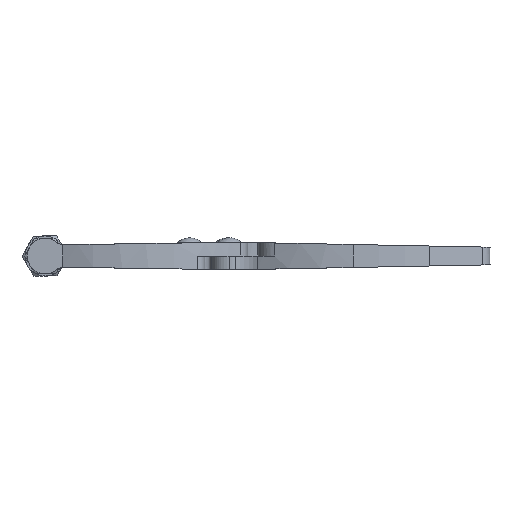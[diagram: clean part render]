
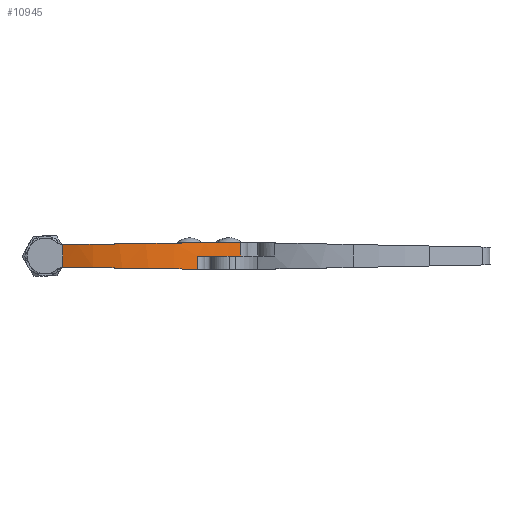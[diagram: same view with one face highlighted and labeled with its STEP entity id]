
A CAD part, left-side view. The second image highlights one B-rep face of the part: STEP entity #10945.
In plain terms, the highlighted cylindrical face has radius 65 mm (diameter 130 mm), a partial arc.
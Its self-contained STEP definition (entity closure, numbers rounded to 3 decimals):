
#279 = CARTESIAN_POINT ( 'NONE',  ( 33.195, 20.268, 0. ) ) ;
#414 = CARTESIAN_POINT ( 'NONE',  ( -26.875, 45.1, -4. ) ) ;
#629 = VERTEX_POINT ( 'NONE', #4926 ) ;
#648 = CARTESIAN_POINT ( 'NONE',  ( -33.538, 10.884, 4.508 ) ) ;
#692 = VERTEX_POINT ( 'NONE', #4810 ) ;
#705 = DIRECTION ( 'NONE',  ( 1., 0., 0. ) ) ;
#1003 = EDGE_CURVE ( 'NONE', #6294, #692, #3756, .T. ) ;
#1170 = DIRECTION ( 'NONE',  ( -1., 0., 0. ) ) ;
#1583 = DIRECTION ( 'NONE',  ( 0., 0., 1. ) ) ;
#1668 = CARTESIAN_POINT ( 'NONE',  ( -33.286, 29.591, -4.23 ) ) ;
#2168 = ORIENTED_EDGE ( 'NONE', *, *, #7311, .T. ) ;
#2240 = VECTOR ( 'NONE', #8699, 1000. ) ;
#2316 = CARTESIAN_POINT ( 'NONE',  ( 33.195, 20.268, -4.75 ) ) ;
#2513 = LINE ( 'NONE', #8654, #2240 ) ;
#2646 = ORIENTED_EDGE ( 'NONE', *, *, #6218, .F. ) ;
#2833 = VERTEX_POINT ( 'NONE', #4726 ) ;
#3098 = VERTEX_POINT ( 'NONE', #8177 ) ;
#3202 = EDGE_LOOP ( 'NONE', ( #2646, #5704, #6511, #3409, #6690, #2168, #9875 ) ) ;
#3255 = EDGE_CURVE ( 'NONE', #7210, #629, #8119, .T. ) ;
#3361 = CARTESIAN_POINT ( 'NONE',  ( -27.547, -2.872, -4.712 ) ) ;
#3409 = ORIENTED_EDGE ( 'NONE', *, *, #7159, .T. ) ;
#3612 = CARTESIAN_POINT ( 'NONE',  ( 33.195, 20.268, 4.75 ) ) ;
#3738 = CARTESIAN_POINT ( 'NONE',  ( -19.244, -18.141, 0. ) ) ;
#3756 =( BOUNDED_CURVE ( )  B_SPLINE_CURVE ( 3, ( #5863, #1668, #8436, #3361 ),
 .UNSPECIFIED., .F., .F. ) 
 B_SPLINE_CURVE_WITH_KNOTS ( ( 4, 4 ),
 ( 1.179, 1.935 ),
 .UNSPECIFIED. ) 
 CURVE ( )  GEOMETRIC_REPRESENTATION_ITEM ( )  RATIONAL_B_SPLINE_CURVE ( ( 1., 0.953, 0.953, 1. ) ) 
 REPRESENTATION_ITEM ( '' )  );
#3947 = CARTESIAN_POINT ( 'NONE',  ( -26.875, 45.1, -4. ) ) ;
#4164 = DIRECTION ( 'NONE',  ( 0., 0., 1. ) ) ;
#4453 = DIRECTION ( 'NONE',  ( -1., 0., 0. ) ) ;
#4726 = CARTESIAN_POINT ( 'NONE',  ( -26.502, -5.448, 4.75 ) ) ;
#4749 = CIRCLE ( 'NONE', #6753, 65. ) ;
#4810 = CARTESIAN_POINT ( 'NONE',  ( -27.547, -2.872, -4.712 ) ) ;
#4896 = CARTESIAN_POINT ( 'NONE',  ( -26.875, 45.1, 4. ) ) ;
#4926 = CARTESIAN_POINT ( 'NONE',  ( -19.244, -18.141, 4.75 ) ) ;
#5153 = CIRCLE ( 'NONE', #9388, 65. ) ;
#5369 = LINE ( 'NONE', #414, #9890 ) ;
#5704 = ORIENTED_EDGE ( 'NONE', *, *, #1003, .T. ) ;
#5863 = CARTESIAN_POINT ( 'NONE',  ( -26.875, 45.1, -4. ) ) ;
#6216 = DIRECTION ( 'NONE',  ( 0., 0., 1. ) ) ;
#6218 = EDGE_CURVE ( 'NONE', #6294, #3098, #5369, .T. ) ;
#6294 = VERTEX_POINT ( 'NONE', #3947 ) ;
#6343 = DIRECTION ( 'NONE',  ( 0., 0., 1. ) ) ;
#6408 = VERTEX_POINT ( 'NONE', #7568 ) ;
#6511 = ORIENTED_EDGE ( 'NONE', *, *, #9878, .F. ) ;
#6690 = ORIENTED_EDGE ( 'NONE', *, *, #3255, .T. ) ;
#6753 = AXIS2_PLACEMENT_3D ( 'NONE', #279, #6216, #1170 ) ;
#7159 = EDGE_CURVE ( 'NONE', #6408, #7210, #4749, .T. ) ;
#7210 = VERTEX_POINT ( 'NONE', #3738 ) ;
#7311 = EDGE_CURVE ( 'NONE', #629, #2833, #5153, .T. ) ;
#7421 = CARTESIAN_POINT ( 'NONE',  ( -26.502, -5.448, 4.75 ) ) ;
#7568 = CARTESIAN_POINT ( 'NONE',  ( -27.547, -2.872, 0. ) ) ;
#7656 = AXIS2_PLACEMENT_3D ( 'NONE', #2316, #1583, #705 ) ;
#7857 = VECTOR ( 'NONE', #4164, 1000. ) ;
#8119 = LINE ( 'NONE', #9392, #7857 ) ;
#8177 = CARTESIAN_POINT ( 'NONE',  ( -26.875, 45.1, 4. ) ) ;
#8436 = CARTESIAN_POINT ( 'NONE',  ( -33.521, 12.81, -4.479 ) ) ;
#8538 =( BOUNDED_CURVE ( )  B_SPLINE_CURVE ( 3, ( #7421, #648, #9985, #4896 ),
 .UNSPECIFIED., .F., .F. ) 
 B_SPLINE_CURVE_WITH_KNOTS ( ( 4, 4 ),
 ( 1.164, 1.963 ),
 .UNSPECIFIED. ) 
 CURVE ( )  GEOMETRIC_REPRESENTATION_ITEM ( )  RATIONAL_B_SPLINE_CURVE ( ( 1., 0.948, 0.948, 1. ) ) 
 REPRESENTATION_ITEM ( '' )  );
#8654 = CARTESIAN_POINT ( 'NONE',  ( -27.547, -2.872, 50.384 ) ) ;
#8699 = DIRECTION ( 'NONE',  ( 0., 0., -1. ) ) ;
#8938 = EDGE_CURVE ( 'NONE', #2833, #3098, #8538, .T. ) ;
#9085 = FACE_OUTER_BOUND ( 'NONE', #3202, .T. ) ;
#9388 = AXIS2_PLACEMENT_3D ( 'NONE', #3612, #9537, #4453 ) ;
#9392 = CARTESIAN_POINT ( 'NONE',  ( -19.244, -18.141, -4.75 ) ) ;
#9537 = DIRECTION ( 'NONE',  ( 0., 0., -1. ) ) ;
#9875 = ORIENTED_EDGE ( 'NONE', *, *, #8938, .T. ) ;
#9878 = EDGE_CURVE ( 'NONE', #6408, #692, #2513, .T. ) ;
#9890 = VECTOR ( 'NONE', #6343, 1000. ) ;
#9985 = CARTESIAN_POINT ( 'NONE',  ( -33.669, 28.666, 4.244 ) ) ;
#10841 = CYLINDRICAL_SURFACE ( 'NONE', #7656, 65. ) ;
#10945 = ADVANCED_FACE ( 'NONE', ( #9085 ), #10841, .T. ) ;
